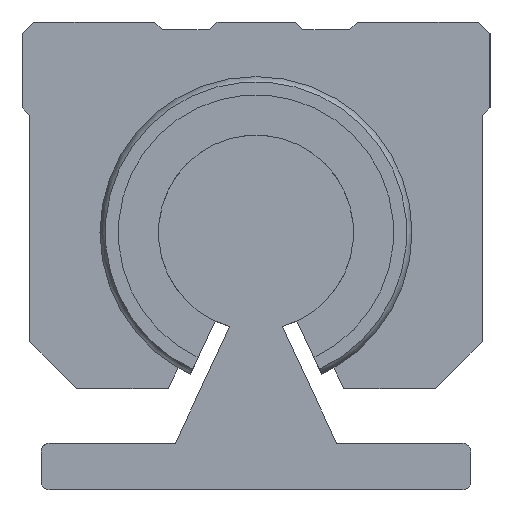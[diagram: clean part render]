
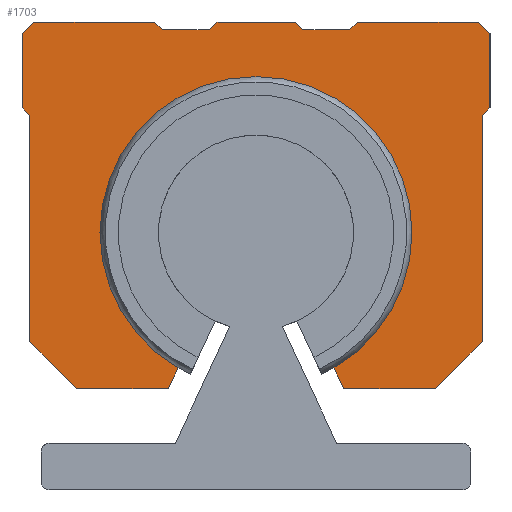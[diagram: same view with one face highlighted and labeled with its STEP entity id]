
A CAD part, left-side view. The second image highlights one B-rep face of the part: STEP entity #1703.
In plain terms, the highlighted planar face has unit normal (-1, 0, 0).
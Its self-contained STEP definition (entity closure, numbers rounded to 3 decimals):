
#1075=FACE_OUTER_BOUND('',#5084,.T.);
#1703=ADVANCED_FACE('',(#1075),#2296,.F.);
#2296=PLANE('',#12027);
#2773=LINE('',#15437,#3735);
#2828=LINE('',#15906,#3790);
#2917=LINE('',#16412,#3879);
#2940=LINE('',#16456,#3902);
#2942=LINE('',#16460,#3904);
#2943=LINE('',#16462,#3905);
#2946=LINE('',#16468,#3908);
#2948=LINE('',#16472,#3910);
#2951=LINE('',#16478,#3913);
#2953=LINE('',#16482,#3915);
#2955=LINE('',#16486,#3917);
#2957=LINE('',#16490,#3919);
#2959=LINE('',#16494,#3921);
#2962=LINE('',#16500,#3924);
#2964=LINE('',#16504,#3926);
#2966=LINE('',#16508,#3928);
#2968=LINE('',#16512,#3930);
#2969=LINE('',#16546,#3931);
#2971=LINE('',#16550,#3933);
#2972=LINE('',#16552,#3934);
#2973=LINE('',#16554,#3935);
#2974=LINE('',#16555,#3936);
#2975=LINE('',#16556,#3937);
#3735=VECTOR('',#12817,1.);
#3790=VECTOR('',#12874,1.);
#3879=VECTOR('',#13105,1.);
#3902=VECTOR('',#13132,1.);
#3904=VECTOR('',#13136,1.);
#3905=VECTOR('',#13139,1.);
#3908=VECTOR('',#13144,1.);
#3910=VECTOR('',#13148,1.);
#3913=VECTOR('',#13153,1.);
#3915=VECTOR('',#13157,1.);
#3917=VECTOR('',#13161,1.);
#3919=VECTOR('',#13165,1.);
#3921=VECTOR('',#13169,1.);
#3924=VECTOR('',#13174,1.);
#3926=VECTOR('',#13178,1.);
#3928=VECTOR('',#13182,1.);
#3930=VECTOR('',#13186,1.);
#3931=VECTOR('',#13229,1.);
#3933=VECTOR('',#13233,1.);
#3934=VECTOR('',#13236,1.);
#3935=VECTOR('',#13239,1.);
#3936=VECTOR('',#13240,1.);
#3937=VECTOR('',#13241,1.);
#5084=EDGE_LOOP('',(#6440,#6441,#6442,#6443,#6444,#6445,#6446,#6447,#6448,
#6449,#6450,#6451,#6452,#6453,#6454,#6455,#6456,#6457,#6458,#6459,#6460,
#6461,#6462,#6463));
#6440=ORIENTED_EDGE('',*,*,#10464,.F.);
#6441=ORIENTED_EDGE('',*,*,#10318,.F.);
#6442=ORIENTED_EDGE('',*,*,#10506,.F.);
#6443=ORIENTED_EDGE('',*,*,#10532,.F.);
#6444=ORIENTED_EDGE('',*,*,#10513,.F.);
#6445=ORIENTED_EDGE('',*,*,#10515,.F.);
#6446=ORIENTED_EDGE('',*,*,#10502,.F.);
#6447=ORIENTED_EDGE('',*,*,#10493,.F.);
#6448=ORIENTED_EDGE('',*,*,#10490,.F.);
#6449=ORIENTED_EDGE('',*,*,#10533,.F.);
#6450=ORIENTED_EDGE('',*,*,#10500,.F.);
#6451=ORIENTED_EDGE('',*,*,#10498,.F.);
#6452=ORIENTED_EDGE('',*,*,#10495,.F.);
#6453=ORIENTED_EDGE('',*,*,#10534,.F.);
#6454=ORIENTED_EDGE('',*,*,#10509,.F.);
#6455=ORIENTED_EDGE('',*,*,#10511,.F.);
#6456=ORIENTED_EDGE('',*,*,#10504,.F.);
#6457=ORIENTED_EDGE('',*,*,#10229,.F.);
#6458=ORIENTED_EDGE('',*,*,#10487,.F.);
#6459=ORIENTED_EDGE('',*,*,#10489,.F.);
#6460=ORIENTED_EDGE('',*,*,#10528,.F.);
#6461=ORIENTED_EDGE('',*,*,#10452,.F.);
#6462=ORIENTED_EDGE('',*,*,#10530,.F.);
#6463=ORIENTED_EDGE('',*,*,#10531,.F.);
#9081=VERTEX_POINT('',#15435);
#9083=VERTEX_POINT('',#15438);
#9169=VERTEX_POINT('',#15901);
#9171=VERTEX_POINT('',#15905);
#9275=VERTEX_POINT('',#16387);
#9276=VERTEX_POINT('',#16389);
#9282=VERTEX_POINT('',#16413);
#9300=VERTEX_POINT('',#16455);
#9301=VERTEX_POINT('',#16459);
#9302=VERTEX_POINT('',#16463);
#9303=VERTEX_POINT('',#16464);
#9304=VERTEX_POINT('',#16469);
#9305=VERTEX_POINT('',#16473);
#9306=VERTEX_POINT('',#16474);
#9307=VERTEX_POINT('',#16479);
#9308=VERTEX_POINT('',#16483);
#9309=VERTEX_POINT('',#16487);
#9310=VERTEX_POINT('',#16491);
#9311=VERTEX_POINT('',#16495);
#9312=VERTEX_POINT('',#16499);
#9313=VERTEX_POINT('',#16501);
#9314=VERTEX_POINT('',#16507);
#9315=VERTEX_POINT('',#16509);
#9328=VERTEX_POINT('',#16549);
#10229=EDGE_CURVE('',#9081,#9083,#2773,.T.);
#10318=EDGE_CURVE('',#9171,#9169,#2828,.T.);
#10452=EDGE_CURVE('',#9275,#9276,#11736,.T.);
#10464=EDGE_CURVE('',#9169,#9282,#2917,.T.);
#10487=EDGE_CURVE('',#9300,#9081,#2940,.T.);
#10489=EDGE_CURVE('',#9301,#9300,#2942,.T.);
#10490=EDGE_CURVE('',#9302,#9303,#2943,.T.);
#10493=EDGE_CURVE('',#9303,#9304,#2946,.T.);
#10495=EDGE_CURVE('',#9305,#9306,#2948,.T.);
#10498=EDGE_CURVE('',#9306,#9307,#2951,.T.);
#10500=EDGE_CURVE('',#9307,#9308,#2953,.T.);
#10502=EDGE_CURVE('',#9304,#9309,#2955,.T.);
#10504=EDGE_CURVE('',#9083,#9310,#2957,.T.);
#10506=EDGE_CURVE('',#9311,#9171,#2959,.T.);
#10509=EDGE_CURVE('',#9312,#9313,#2962,.T.);
#10511=EDGE_CURVE('',#9310,#9312,#2964,.T.);
#10513=EDGE_CURVE('',#9314,#9315,#2966,.T.);
#10515=EDGE_CURVE('',#9309,#9314,#2968,.T.);
#10528=EDGE_CURVE('',#9276,#9301,#2969,.T.);
#10530=EDGE_CURVE('',#9328,#9275,#2971,.T.);
#10531=EDGE_CURVE('',#9282,#9328,#2972,.T.);
#10532=EDGE_CURVE('',#9315,#9311,#2973,.T.);
#10533=EDGE_CURVE('',#9308,#9302,#2974,.T.);
#10534=EDGE_CURVE('',#9313,#9305,#2975,.T.);
#11736=CIRCLE('',#11978,20.);
#11978=AXIS2_PLACEMENT_3D('',#16388,#13077,#13078);
#12027=AXIS2_PLACEMENT_3D('',#16557,#13242,#13243);
#12817=DIRECTION('',(0.,0.,1.));
#12874=DIRECTION('',(0.,0.,-1.));
#13077=DIRECTION('',(-1.,0.,0.));
#13078=DIRECTION('',(0.,-1.,0.));
#13105=DIRECTION('',(0.,0.707,-0.707));
#13132=DIRECTION('',(0.,0.707,0.707));
#13136=DIRECTION('',(0.,1.,0.));
#13139=DIRECTION('',(0.,-0.707,-0.707));
#13144=DIRECTION('',(0.,-1.,0.));
#13148=DIRECTION('',(0.,-0.707,-0.707));
#13153=DIRECTION('',(0.,-1.,0.));
#13157=DIRECTION('',(0.,-0.707,0.707));
#13161=DIRECTION('',(0.,-0.707,0.707));
#13165=DIRECTION('',(0.,0.707,0.707));
#13169=DIRECTION('',(0.,0.707,-0.707));
#13174=DIRECTION('',(0.,-0.707,0.707));
#13178=DIRECTION('',(0.,0.,1.));
#13182=DIRECTION('',(0.,-0.707,-0.707));
#13186=DIRECTION('',(0.,-1.,0.));
#13229=DIRECTION('',(0.,0.423,-0.906));
#13233=DIRECTION('',(0.,0.423,0.906));
#13236=DIRECTION('',(0.,1.,0.));
#13239=DIRECTION('',(0.,0.,-1.));
#13240=DIRECTION('',(0.,-1.,0.));
#13241=DIRECTION('',(0.,-1.,0.));
#13242=DIRECTION('',(1.,0.,0.));
#13243=DIRECTION('',(0.,0.,-1.));
#15435=CARTESIAN_POINT('',(87.375,29.,18.));
#15437=CARTESIAN_POINT('',(87.375,29.,18.));
#15438=CARTESIAN_POINT('',(87.375,29.,47.));
#15901=CARTESIAN_POINT('',(87.375,-29.,18.));
#15905=CARTESIAN_POINT('',(87.375,-29.,47.));
#15906=CARTESIAN_POINT('',(87.375,-29.,47.));
#16387=CARTESIAN_POINT('',(87.375,-10.,14.679));
#16388=CARTESIAN_POINT('',(87.375,0.,32.));
#16389=CARTESIAN_POINT('',(87.375,10.,14.679));
#16412=CARTESIAN_POINT('',(87.375,-29.,18.));
#16413=CARTESIAN_POINT('',(87.375,-23.,12.));
#16455=CARTESIAN_POINT('',(87.375,23.,12.));
#16456=CARTESIAN_POINT('',(87.375,23.,12.));
#16459=CARTESIAN_POINT('',(87.375,11.249,12.));
#16460=CARTESIAN_POINT('',(87.375,11.249,12.));
#16462=CARTESIAN_POINT('',(87.375,-5.,59.));
#16463=CARTESIAN_POINT('',(87.375,-5.,59.));
#16464=CARTESIAN_POINT('',(87.375,-6.,58.));
#16468=CARTESIAN_POINT('',(87.375,-6.,58.));
#16469=CARTESIAN_POINT('',(87.375,-12.,58.));
#16472=CARTESIAN_POINT('',(87.375,13.,59.));
#16473=CARTESIAN_POINT('',(87.375,13.,59.));
#16474=CARTESIAN_POINT('',(87.375,12.,58.));
#16478=CARTESIAN_POINT('',(87.375,12.,58.));
#16479=CARTESIAN_POINT('',(87.375,6.,58.));
#16482=CARTESIAN_POINT('',(87.375,6.,58.));
#16483=CARTESIAN_POINT('',(87.375,5.,59.));
#16486=CARTESIAN_POINT('',(87.375,-12.,58.));
#16487=CARTESIAN_POINT('',(87.375,-13.,59.));
#16490=CARTESIAN_POINT('',(87.375,29.,47.));
#16491=CARTESIAN_POINT('',(87.375,30.,48.));
#16494=CARTESIAN_POINT('',(87.375,-30.,48.));
#16495=CARTESIAN_POINT('',(87.375,-30.,48.));
#16499=CARTESIAN_POINT('',(87.375,30.,57.5));
#16500=CARTESIAN_POINT('',(87.375,30.,57.5));
#16501=CARTESIAN_POINT('',(87.375,28.5,59.));
#16504=CARTESIAN_POINT('',(87.375,30.,48.));
#16507=CARTESIAN_POINT('',(87.375,-28.5,59.));
#16508=CARTESIAN_POINT('',(87.375,-28.5,59.));
#16509=CARTESIAN_POINT('',(87.375,-30.,57.5));
#16512=CARTESIAN_POINT('',(87.375,-13.,59.));
#16546=CARTESIAN_POINT('',(87.375,10.,14.679));
#16549=CARTESIAN_POINT('',(87.375,-11.249,12.));
#16550=CARTESIAN_POINT('',(87.375,-11.249,12.));
#16552=CARTESIAN_POINT('',(87.375,-23.,12.));
#16554=CARTESIAN_POINT('',(87.375,-30.,58.5));
#16555=CARTESIAN_POINT('',(87.375,5.,59.));
#16556=CARTESIAN_POINT('',(87.375,28.5,59.));
#16557=CARTESIAN_POINT('',(87.375,0.,36.472));
